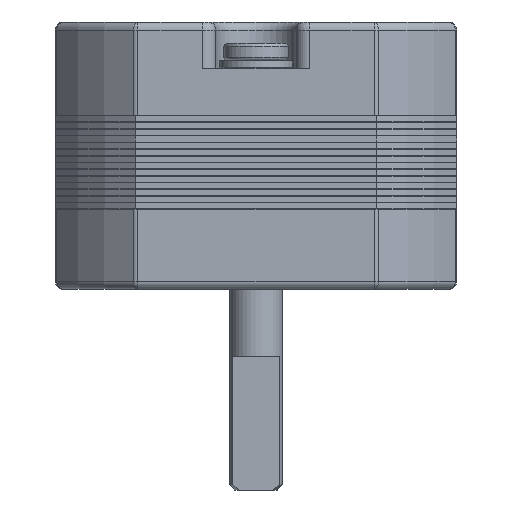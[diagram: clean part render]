
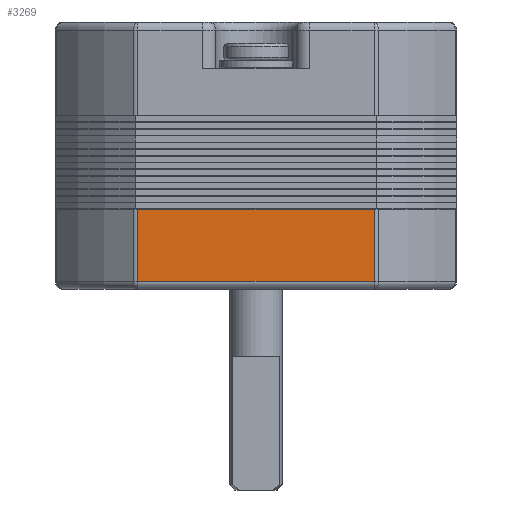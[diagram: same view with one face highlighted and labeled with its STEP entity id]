
A CAD part, left-side view. The second image highlights one B-rep face of the part: STEP entity #3269.
In plain terms, the highlighted face is planar.
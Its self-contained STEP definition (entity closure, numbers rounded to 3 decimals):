
#321=LINE('',#5854,#487);
#322=LINE('',#5857,#488);
#323=LINE('',#5859,#489);
#324=LINE('',#5861,#490);
#487=VECTOR('',#4772,1000.);
#488=VECTOR('',#4773,1000.);
#489=VECTOR('',#4774,1000.);
#490=VECTOR('',#4775,1000.);
#598=PLANE('',#4067);
#932=ORIENTED_EDGE('',*,*,#1717,.F.);
#933=ORIENTED_EDGE('',*,*,#1718,.T.);
#934=ORIENTED_EDGE('',*,*,#1719,.T.);
#935=ORIENTED_EDGE('',*,*,#1720,.T.);
#1717=EDGE_CURVE('',#2123,#2124,#321,.T.);
#1718=EDGE_CURVE('',#2123,#2125,#322,.T.);
#1719=EDGE_CURVE('',#2125,#2126,#323,.T.);
#1720=EDGE_CURVE('',#2126,#2124,#324,.F.);
#2123=VERTEX_POINT('',#5855);
#2124=VERTEX_POINT('',#5856);
#2125=VERTEX_POINT('',#5858);
#2126=VERTEX_POINT('',#5860);
#2617=EDGE_LOOP('',(#932,#933,#934,#935));
#2894=FACE_BOUND('',#2617,.T.);
#3269=ADVANCED_FACE('',(#2894),#598,.F.);
#4067=AXIS2_PLACEMENT_3D('',#5853,#4770,#4771);
#4770=DIRECTION('',(0.,-1.,0.));
#4771=DIRECTION('',(1.,0.,0.));
#4772=DIRECTION('',(1.,0.,0.));
#4773=DIRECTION('',(0.,0.,1.));
#4774=DIRECTION('',(1.,0.,0.));
#4775=DIRECTION('',(0.,0.,1.));
#5853=CARTESIAN_POINT('',(15.,15.,9.));
#5854=CARTESIAN_POINT('',(15.,15.,1.));
#5855=CARTESIAN_POINT('',(-8.846,15.,1.));
#5856=CARTESIAN_POINT('',(8.846,15.,1.));
#5857=CARTESIAN_POINT('',(-8.846,15.,7.));
#5858=CARTESIAN_POINT('',(-8.846,15.,6.4));
#5859=CARTESIAN_POINT('',(15.,15.,6.4));
#5860=CARTESIAN_POINT('',(8.846,15.,6.4));
#5861=CARTESIAN_POINT('',(8.846,15.,1.));
